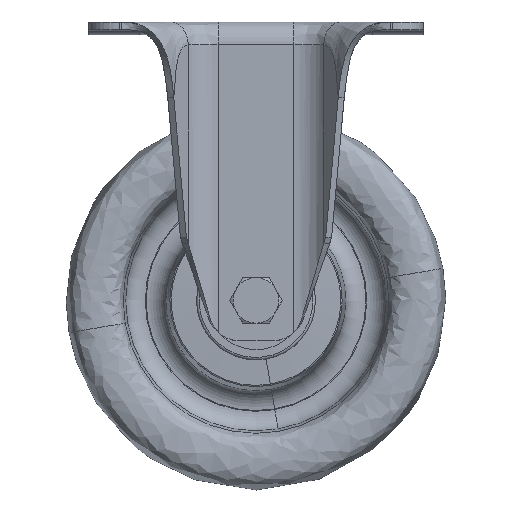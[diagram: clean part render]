
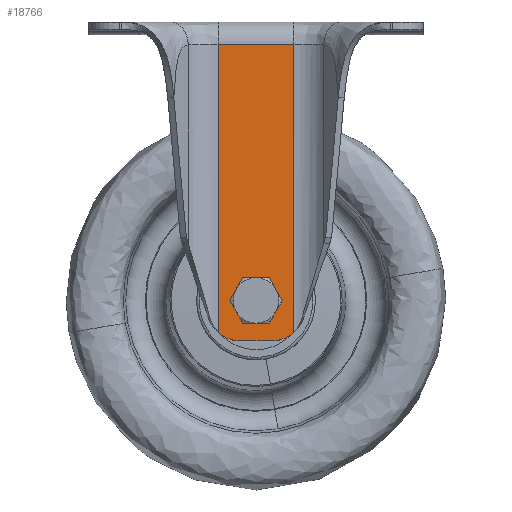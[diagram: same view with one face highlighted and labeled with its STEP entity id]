
A CAD part, top view. The second image highlights one B-rep face of the part: STEP entity #18766.
In plain terms, the highlighted planar face has unit normal (0, 0, 1).
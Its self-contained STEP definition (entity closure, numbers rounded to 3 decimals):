
#115 = EDGE_LOOP ( 'NONE', ( #24553, #352, #35833, #32174, #14589, #31608 ) ) ;
#167 = CIRCLE ( 'NONE', #32523, 12. ) ;
#352 = ORIENTED_EDGE ( 'NONE', *, *, #25385, .F. ) ;
#608 = DIRECTION ( 'NONE',  ( 1., 0., 0. ) ) ;
#669 = VERTEX_POINT ( 'NONE', #2186 ) ;
#1128 = ORIENTED_EDGE ( 'NONE', *, *, #5131, .F. ) ;
#1614 = EDGE_CURVE ( 'NONE', #22631, #18504, #167, .T. ) ;
#2186 = CARTESIAN_POINT ( 'NONE',  ( 15., -9., 34. ) ) ;
#3286 = VERTEX_POINT ( 'NONE', #22740 ) ;
#4492 = VECTOR ( 'NONE', #8647, 1000. ) ;
#4869 = DIRECTION ( 'NONE',  ( -1., 0., 0. ) ) ;
#5131 = EDGE_CURVE ( 'NONE', #5500, #30063, #6696, .T. ) ;
#5500 = VERTEX_POINT ( 'NONE', #23699 ) ;
#5538 = VECTOR ( 'NONE', #24405, 1000. ) ;
#5609 = VECTOR ( 'NONE', #608, 1000. ) ;
#5690 = LINE ( 'NONE', #25516, #4492 ) ;
#5871 = EDGE_CURVE ( 'NONE', #28612, #669, #12261, .T. ) ;
#6696 = CIRCLE ( 'NONE', #27810, 6.05 ) ;
#6802 = CARTESIAN_POINT ( 'NONE',  ( -15., -122.471, 34. ) ) ;
#7390 = LINE ( 'NONE', #17883, #27950 ) ;
#7875 = CARTESIAN_POINT ( 'NONE',  ( -15., -9., 34. ) ) ;
#7960 = CARTESIAN_POINT ( 'NONE',  ( 6.5, -126., 34. ) ) ;
#8647 = DIRECTION ( 'NONE',  ( -1., 0., 0. ) ) ;
#9065 = PLANE ( 'NONE',  #34731 ) ;
#9240 = DIRECTION ( 'NONE',  ( 0., -1., 0. ) ) ;
#9774 = EDGE_CURVE ( 'NONE', #12325, #28612, #35445, .T. ) ;
#9955 = EDGE_CURVE ( 'NONE', #30063, #5500, #29613, .T. ) ;
#12261 = LINE ( 'NONE', #17616, #5609 ) ;
#12325 = VERTEX_POINT ( 'NONE', #6802 ) ;
#12921 = CIRCLE ( 'NONE', #33433, 12. ) ;
#13461 = DIRECTION ( 'NONE',  ( 0., 0., -1. ) ) ;
#13806 = AXIS2_PLACEMENT_3D ( 'NONE', #23565, #31028, #34802 ) ;
#14350 = CARTESIAN_POINT ( 'NONE',  ( -6.5, -114., 34. ) ) ;
#14541 = DIRECTION ( 'NONE',  ( 0., -1., 0. ) ) ;
#14589 = ORIENTED_EDGE ( 'NONE', *, *, #30892, .T. ) ;
#17300 = DIRECTION ( 'NONE',  ( 0., 0., -1. ) ) ;
#17616 = CARTESIAN_POINT ( 'NONE',  ( 74.112, -9., 34. ) ) ;
#17883 = CARTESIAN_POINT ( 'NONE',  ( 15., 0., 34. ) ) ;
#18504 = VERTEX_POINT ( 'NONE', #7960 ) ;
#18766 = ADVANCED_FACE ( 'NONE', ( #34230, #34418 ), #9065, .F. ) ;
#18882 = ORIENTED_EDGE ( 'NONE', *, *, #9955, .F. ) ;
#21150 = DIRECTION ( 'NONE',  ( 0., 1., 0. ) ) ;
#21482 = CARTESIAN_POINT ( 'NONE',  ( -15., 0., 34. ) ) ;
#22616 = CARTESIAN_POINT ( 'NONE',  ( 15., -122.471, 34. ) ) ;
#22631 = VERTEX_POINT ( 'NONE', #22616 ) ;
#22740 = CARTESIAN_POINT ( 'NONE',  ( -6.5, -126., 34. ) ) ;
#23308 = CARTESIAN_POINT ( 'NONE',  ( 6.05, -110., 34. ) ) ;
#23565 = CARTESIAN_POINT ( 'NONE',  ( 0., -110., 34. ) ) ;
#23699 = CARTESIAN_POINT ( 'NONE',  ( -6.05, -110., 34. ) ) ;
#23897 = CARTESIAN_POINT ( 'NONE',  ( 15., 0., 34. ) ) ;
#24049 = EDGE_CURVE ( 'NONE', #18504, #3286, #5690, .T. ) ;
#24405 = DIRECTION ( 'NONE',  ( 0., 1., 0. ) ) ;
#24553 = ORIENTED_EDGE ( 'NONE', *, *, #9774, .F. ) ;
#25385 = EDGE_CURVE ( 'NONE', #3286, #12325, #12921, .T. ) ;
#25516 = CARTESIAN_POINT ( 'NONE',  ( 15., -126., 34. ) ) ;
#27810 = AXIS2_PLACEMENT_3D ( 'NONE', #27832, #30035, #4869 ) ;
#27832 = CARTESIAN_POINT ( 'NONE',  ( 0., -110., 34. ) ) ;
#27950 = VECTOR ( 'NONE', #21150, 1000. ) ;
#28612 = VERTEX_POINT ( 'NONE', #7875 ) ;
#29613 = CIRCLE ( 'NONE', #13806, 6.05 ) ;
#30035 = DIRECTION ( 'NONE',  ( 0., 0., 1. ) ) ;
#30063 = VERTEX_POINT ( 'NONE', #23308 ) ;
#30892 = EDGE_CURVE ( 'NONE', #22631, #669, #7390, .T. ) ;
#31028 = DIRECTION ( 'NONE',  ( 0., 0., 1. ) ) ;
#31458 = DIRECTION ( 'NONE',  ( 0., 0., -1. ) ) ;
#31608 = ORIENTED_EDGE ( 'NONE', *, *, #5871, .F. ) ;
#31636 = CARTESIAN_POINT ( 'NONE',  ( 6.5, -114., 34. ) ) ;
#32174 = ORIENTED_EDGE ( 'NONE', *, *, #1614, .F. ) ;
#32523 = AXIS2_PLACEMENT_3D ( 'NONE', #31636, #31458, #9240 ) ;
#33433 = AXIS2_PLACEMENT_3D ( 'NONE', #14350, #17300, #14541 ) ;
#33629 = EDGE_LOOP ( 'NONE', ( #1128, #18882 ) ) ;
#34230 = FACE_BOUND ( 'NONE', #33629, .T. ) ;
#34418 = FACE_OUTER_BOUND ( 'NONE', #115, .T. ) ;
#34731 = AXIS2_PLACEMENT_3D ( 'NONE', #23897, #13461, #35309 ) ;
#34802 = DIRECTION ( 'NONE',  ( -1., 0., 0. ) ) ;
#35309 = DIRECTION ( 'NONE',  ( -1., 0., 0. ) ) ;
#35445 = LINE ( 'NONE', #21482, #5538 ) ;
#35833 = ORIENTED_EDGE ( 'NONE', *, *, #24049, .F. ) ;
